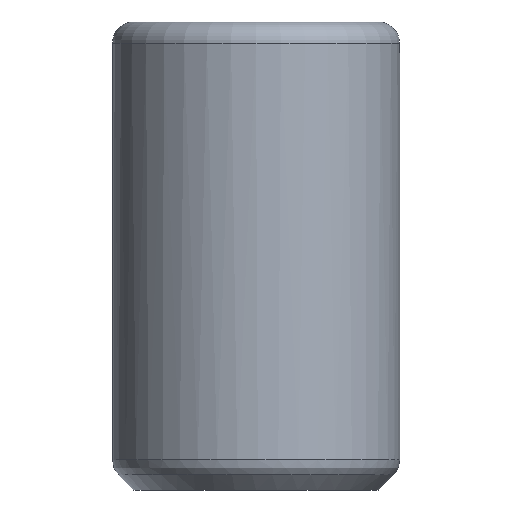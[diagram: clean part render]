
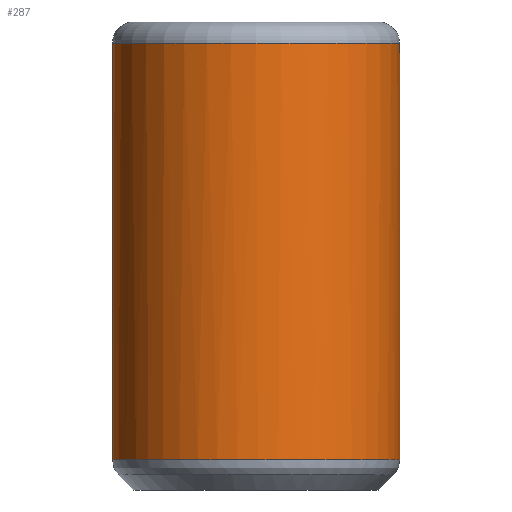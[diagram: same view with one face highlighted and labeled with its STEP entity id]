
A CAD part, front view. The second image highlights one B-rep face of the part: STEP entity #287.
In plain terms, the highlighted cylindrical face has radius 6.75 mm (diameter 13.5 mm), a full revolution.
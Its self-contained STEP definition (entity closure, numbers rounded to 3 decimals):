
#152 = ( BOUNDED_SURFACE() B_SPLINE_SURFACE(2,14,(
    (#153,#154,#155,#156,#157,#158,#159,#160,#161,#162,#163,#164,#165
      ,#166,#167)
    ,(#168,#169,#170,#171,#172,#173,#174,#175,#176,#177,#178,#179,#180
      ,#181,#182)
    ,(#183,#184,#185,#186,#187,#188,#189,#190,#191,#192,#193,#194,#195
      ,#196,#197
)),.UNSPECIFIED.,.F.,.T.,.F.) B_SPLINE_SURFACE_WITH_KNOTS((3,3),(15,15),
  (0.,42.412),(0.,42.412),.PIECEWISE_BEZIER_KNOTS.) 
GEOMETRIC_REPRESENTATION_ITEM() RATIONAL_B_SPLINE_SURFACE((
    (1.,1.,1.,1.,1.,1.,1.
      ,1.,1.,1.,1.
      ,1.,1.,1.,1.)
    ,(0.924,0.924,0.924,0.924
      ,0.924,0.924,0.924,0.924
      ,0.924,0.924,0.924,0.924
      ,0.924,0.924,0.924)
    ,(1.,1.,1.,1.,1.,1.,1.
      ,1.,1.,1.,1.
,1.,1.,1.,1.))) REPRESENTATION_ITEM('') SURFACE() );
#153 = CARTESIAN_POINT('',(6.75,0.,1.414));
#154 = CARTESIAN_POINT('',(6.75,2.986,1.414));
#155 = CARTESIAN_POINT('',(5.328,6.035,1.414)
  );
#156 = CARTESIAN_POINT('',(2.384,8.353,1.414)
  );
#157 = CARTESIAN_POINT('',(-1.631,9.115,1.414
    ));
#158 = CARTESIAN_POINT('',(-5.791,7.606,1.414)
  );
#159 = CARTESIAN_POINT('',(-8.581,4.62,1.414)
  );
#160 = CARTESIAN_POINT('',(-10.346,0.,
    1.414));
#161 = CARTESIAN_POINT('',(-8.581,-4.62,
    1.414));
#162 = CARTESIAN_POINT('',(-5.791,-7.606,1.414)
  );
#163 = CARTESIAN_POINT('',(-1.631,-9.115,1.414
    ));
#164 = CARTESIAN_POINT('',(2.384,-8.353,1.414
    ));
#165 = CARTESIAN_POINT('',(5.328,-6.035,1.414
    ));
#166 = CARTESIAN_POINT('',(6.75,-2.986,1.414
    ));
#167 = CARTESIAN_POINT('',(6.75,0.,1.414));
#168 = CARTESIAN_POINT('',(6.75,0.,1.));
#169 = CARTESIAN_POINT('',(6.75,2.986,1.));
#170 = CARTESIAN_POINT('',(5.328,6.035,1.));
#171 = CARTESIAN_POINT('',(2.384,8.353,1.)
  );
#172 = CARTESIAN_POINT('',(-1.631,9.115,1.
    ));
#173 = CARTESIAN_POINT('',(-5.791,7.606,1.)
  );
#174 = CARTESIAN_POINT('',(-8.581,4.62,1.)
  );
#175 = CARTESIAN_POINT('',(-10.346,0.,
    1.));
#176 = CARTESIAN_POINT('',(-8.581,-4.62,
    1.));
#177 = CARTESIAN_POINT('',(-5.791,-7.606,
    1.));
#178 = CARTESIAN_POINT('',(-1.631,-9.115,
    1.));
#179 = CARTESIAN_POINT('',(2.384,-8.353,1.));
#180 = CARTESIAN_POINT('',(5.328,-6.035,1.));
#181 = CARTESIAN_POINT('',(6.75,-2.986,1.));
#182 = CARTESIAN_POINT('',(6.75,0.,1.));
#183 = CARTESIAN_POINT('',(6.457,0.,0.707));
#184 = CARTESIAN_POINT('',(6.457,2.856,0.707)
  );
#185 = CARTESIAN_POINT('',(5.097,5.773,0.707)
  );
#186 = CARTESIAN_POINT('',(2.281,7.99,0.707)
  );
#187 = CARTESIAN_POINT('',(-1.561,8.719,0.707
    ));
#188 = CARTESIAN_POINT('',(-5.54,7.276,0.707
    ));
#189 = CARTESIAN_POINT('',(-8.209,4.419,0.707
    ));
#190 = CARTESIAN_POINT('',(-9.897,0.,
    0.707));
#191 = CARTESIAN_POINT('',(-8.209,-4.419,
    0.707));
#192 = CARTESIAN_POINT('',(-5.54,-7.276,
    0.707));
#193 = CARTESIAN_POINT('',(-1.561,-8.719,
    0.707));
#194 = CARTESIAN_POINT('',(2.281,-7.99,0.707
    ));
#195 = CARTESIAN_POINT('',(5.097,-5.773,0.707
    ));
#196 = CARTESIAN_POINT('',(6.457,-2.856,0.707
    ));
#197 = CARTESIAN_POINT('',(6.457,0.,
    0.707));
#211 = VERTEX_POINT('',#212);
#212 = CARTESIAN_POINT('',(6.75,0.,1.414));
#233 = EDGE_CURVE('',#211,#211,#234,.T.);
#234 = SURFACE_CURVE('',#235,(#251,#258),.PCURVE_S1.);
#235 = ( BOUNDED_CURVE() B_SPLINE_CURVE(14,(#236,#237,#238,#239,#240,
    #241,#242,#243,#244,#245,#246,#247,#248,#249,#250),.UNSPECIFIED.,.T.
,.F.) B_SPLINE_CURVE_WITH_KNOTS((15,15),(0.,42.412),
.PIECEWISE_BEZIER_KNOTS.) CURVE() GEOMETRIC_REPRESENTATION_ITEM() 
RATIONAL_B_SPLINE_CURVE((1.,1.,1.,1.,1.,1.,
    1.,1.,1.,1.,
1.,1.,1.,1.,1.)) REPRESENTATION_ITEM('') );
#236 = CARTESIAN_POINT('',(6.75,0.,1.414));
#237 = CARTESIAN_POINT('',(6.75,2.986,1.414));
#238 = CARTESIAN_POINT('',(5.328,6.035,1.414)
  );
#239 = CARTESIAN_POINT('',(2.384,8.353,1.414)
  );
#240 = CARTESIAN_POINT('',(-1.631,9.115,1.414
    ));
#241 = CARTESIAN_POINT('',(-5.791,7.606,1.414)
  );
#242 = CARTESIAN_POINT('',(-8.581,4.62,1.414)
  );
#243 = CARTESIAN_POINT('',(-10.346,0.,
    1.414));
#244 = CARTESIAN_POINT('',(-8.581,-4.62,
    1.414));
#245 = CARTESIAN_POINT('',(-5.791,-7.606,1.414)
  );
#246 = CARTESIAN_POINT('',(-1.631,-9.115,1.414
    ));
#247 = CARTESIAN_POINT('',(2.384,-8.353,1.414
    ));
#248 = CARTESIAN_POINT('',(5.328,-6.035,1.414
    ));
#249 = CARTESIAN_POINT('',(6.75,-2.986,1.414
    ));
#250 = CARTESIAN_POINT('',(6.75,0.,1.414));
#251 = PCURVE('',#152,#252);
#252 = DEFINITIONAL_REPRESENTATION('',(#253),#257);
#253 = LINE('',#254,#255);
#254 = CARTESIAN_POINT('',(0.,0.));
#255 = VECTOR('',#256,1.);
#256 = DIRECTION('',(0.,1.));
#257 = ( GEOMETRIC_REPRESENTATION_CONTEXT(2) 
PARAMETRIC_REPRESENTATION_CONTEXT() REPRESENTATION_CONTEXT('2D SPACE',''
  ) );
#258 = PCURVE('',#259,#264);
#259 = CYLINDRICAL_SURFACE('',#260,6.75);
#260 = AXIS2_PLACEMENT_3D('',#261,#262,#263);
#261 = CARTESIAN_POINT('',(0.,0.,0.));
#262 = DIRECTION('',(-0.,-0.,-1.));
#263 = DIRECTION('',(1.,0.,0.));
#264 = DEFINITIONAL_REPRESENTATION('',(#265),#286);
#265 = B_SPLINE_CURVE_WITH_KNOTS('',10,(#266,#267,#268,#269,#270,#271,
    #272,#273,#274,#275,#276,#277,#278,#279,#280,#281,#282,#283,#284,
    #285),.UNSPECIFIED.,.F.,.F.,(11,9,11),(0.,21.206,
    42.412),.UNSPECIFIED.);
#266 = CARTESIAN_POINT('',(0.,-1.414));
#267 = CARTESIAN_POINT('',(-0.31,-1.414));
#268 = CARTESIAN_POINT('',(-0.624,-1.414));
#269 = CARTESIAN_POINT('',(-0.94,-1.414));
#270 = CARTESIAN_POINT('',(-1.256,-1.414));
#271 = CARTESIAN_POINT('',(-1.57,-1.414));
#272 = CARTESIAN_POINT('',(-1.885,-1.414));
#273 = CARTESIAN_POINT('',(-2.199,-1.414));
#274 = CARTESIAN_POINT('',(-2.513,-1.414));
#275 = CARTESIAN_POINT('',(-2.827,-1.414));
#276 = CARTESIAN_POINT('',(-3.456,-1.414));
#277 = CARTESIAN_POINT('',(-3.77,-1.414));
#278 = CARTESIAN_POINT('',(-4.084,-1.414));
#279 = CARTESIAN_POINT('',(-4.398,-1.414));
#280 = CARTESIAN_POINT('',(-4.713,-1.414));
#281 = CARTESIAN_POINT('',(-5.027,-1.414));
#282 = CARTESIAN_POINT('',(-5.343,-1.414));
#283 = CARTESIAN_POINT('',(-5.659,-1.414));
#284 = CARTESIAN_POINT('',(-5.974,-1.414));
#285 = CARTESIAN_POINT('',(-6.283,-1.414));
#286 = ( GEOMETRIC_REPRESENTATION_CONTEXT(2) 
PARAMETRIC_REPRESENTATION_CONTEXT() REPRESENTATION_CONTEXT('2D SPACE',''
  ) );
#287 = ADVANCED_FACE('',(#288),#259,.T.);
#288 = FACE_BOUND('',#289,.F.);
#289 = EDGE_LOOP('',(#290,#313,#340,#341));
#290 = ORIENTED_EDGE('',*,*,#291,.T.);
#291 = EDGE_CURVE('',#211,#292,#294,.T.);
#292 = VERTEX_POINT('',#293);
#293 = CARTESIAN_POINT('',(6.75,0.,21.));
#294 = SEAM_CURVE('',#295,(#299,#306),.PCURVE_S1.);
#295 = LINE('',#296,#297);
#296 = CARTESIAN_POINT('',(6.75,0.,0.));
#297 = VECTOR('',#298,1.);
#298 = DIRECTION('',(0.,0.,1.));
#299 = PCURVE('',#259,#300);
#300 = DEFINITIONAL_REPRESENTATION('',(#301),#305);
#301 = LINE('',#302,#303);
#302 = CARTESIAN_POINT('',(-0.,0.));
#303 = VECTOR('',#304,1.);
#304 = DIRECTION('',(-0.,-1.));
#305 = ( GEOMETRIC_REPRESENTATION_CONTEXT(2) 
PARAMETRIC_REPRESENTATION_CONTEXT() REPRESENTATION_CONTEXT('2D SPACE',''
  ) );
#306 = PCURVE('',#259,#307);
#307 = DEFINITIONAL_REPRESENTATION('',(#308),#312);
#308 = LINE('',#309,#310);
#309 = CARTESIAN_POINT('',(-6.283,0.));
#310 = VECTOR('',#311,1.);
#311 = DIRECTION('',(-0.,-1.));
#312 = ( GEOMETRIC_REPRESENTATION_CONTEXT(2) 
PARAMETRIC_REPRESENTATION_CONTEXT() REPRESENTATION_CONTEXT('2D SPACE',''
  ) );
#313 = ORIENTED_EDGE('',*,*,#314,.T.);
#314 = EDGE_CURVE('',#292,#292,#315,.T.);
#315 = SURFACE_CURVE('',#316,(#321,#328),.PCURVE_S1.);
#316 = CIRCLE('',#317,6.75);
#317 = AXIS2_PLACEMENT_3D('',#318,#319,#320);
#318 = CARTESIAN_POINT('',(0.,0.,21.));
#319 = DIRECTION('',(0.,0.,1.));
#320 = DIRECTION('',(1.,0.,-0.));
#321 = PCURVE('',#259,#322);
#322 = DEFINITIONAL_REPRESENTATION('',(#323),#327);
#323 = LINE('',#324,#325);
#324 = CARTESIAN_POINT('',(-0.,-21.));
#325 = VECTOR('',#326,1.);
#326 = DIRECTION('',(-1.,0.));
#327 = ( GEOMETRIC_REPRESENTATION_CONTEXT(2) 
PARAMETRIC_REPRESENTATION_CONTEXT() REPRESENTATION_CONTEXT('2D SPACE',''
  ) );
#328 = PCURVE('',#329,#334);
#329 = TOROIDAL_SURFACE('',#330,5.75,1.);
#330 = AXIS2_PLACEMENT_3D('',#331,#332,#333);
#331 = CARTESIAN_POINT('',(0.,0.,21.));
#332 = DIRECTION('',(0.,0.,1.));
#333 = DIRECTION('',(1.,0.,-0.));
#334 = DEFINITIONAL_REPRESENTATION('',(#335),#339);
#335 = LINE('',#336,#337);
#336 = CARTESIAN_POINT('',(0.,0.));
#337 = VECTOR('',#338,1.);
#338 = DIRECTION('',(1.,0.));
#339 = ( GEOMETRIC_REPRESENTATION_CONTEXT(2) 
PARAMETRIC_REPRESENTATION_CONTEXT() REPRESENTATION_CONTEXT('2D SPACE',''
  ) );
#340 = ORIENTED_EDGE('',*,*,#291,.F.);
#341 = ORIENTED_EDGE('',*,*,#233,.F.);
